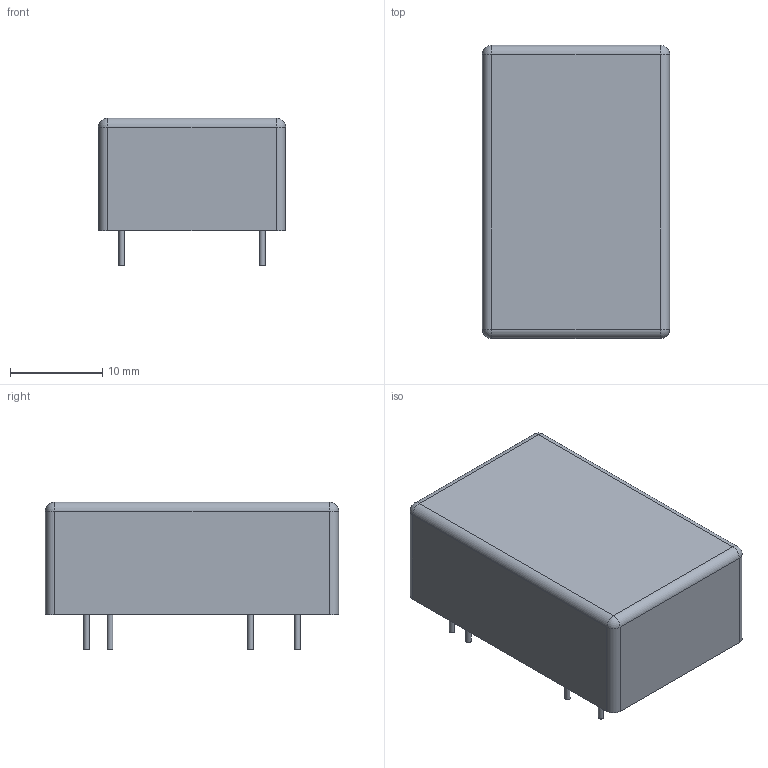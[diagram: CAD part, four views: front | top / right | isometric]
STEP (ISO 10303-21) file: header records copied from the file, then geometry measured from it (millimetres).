
FILE_DESCRIPTION(('FreeCAD Model'),'2;1');
FILE_NAME('CW-A3M.step', '2020-05-26T13:12:44',('Author'),(''), 'Open CASCADE STEP processor 7.2','FreeCAD','Unknown');
FILE_SCHEMA(('AUTOMOTIVE_DESIGN { 1 0 10303 214 1 1 1 1 }'));
Length unit declared in the file: millimetre
Products named in the file (9): case; pin_2; pin_3; pin_11; pin_23; pin_22; pin_14; pin_16; pin_9
Bounding box: 20.3 x 31.8 x 16.01 mm (x, y, z)
Volume: 7751.5 mm3; surface area: 2584.5 mm2
Topology: 9 solids, 9 shells, 59 faces, 104 edges, 60 vertices
Faces by surface type: plane 27, cylinder 24, sphere 4, torus 4
Full cylindrical faces by diameter (mm): 0.6 x8
Entity records: 2838 total; most frequent: CARTESIAN_POINT 488, DIRECTION 434, ORIENTED_EDGE 200, PCURVE 200, DEFINITIONAL_REPRESENTATION 200, LINE 188, VECTOR 188, AXIS2_PLACEMENT_3D 112
